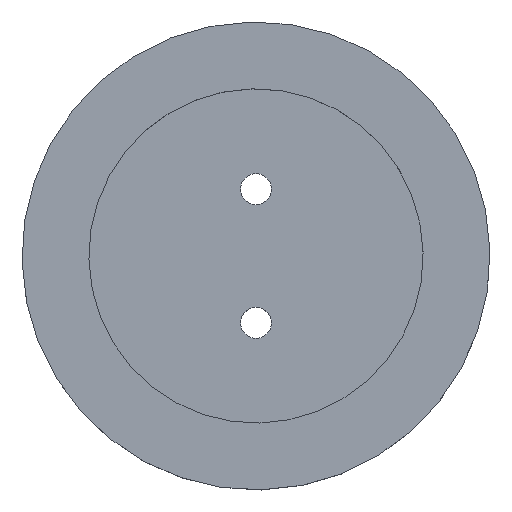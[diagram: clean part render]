
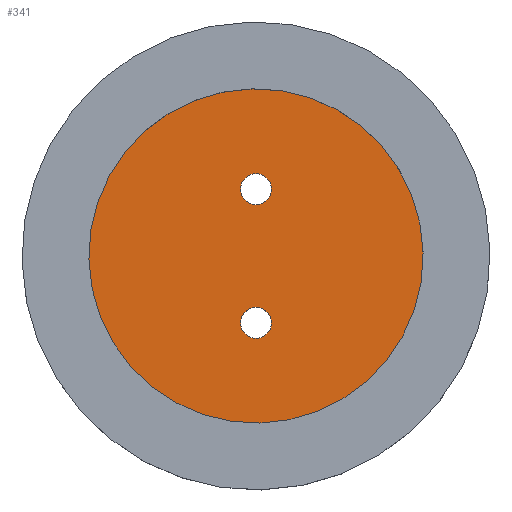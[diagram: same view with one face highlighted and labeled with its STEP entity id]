
A CAD part, top view. The second image highlights one B-rep face of the part: STEP entity #341.
In plain terms, the highlighted planar face has unit normal (0, 0, 1).
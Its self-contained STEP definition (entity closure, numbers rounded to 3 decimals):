
#215=CARTESIAN_POINT('Vertex',(7.611,13.932,3.175)) ;
#218=CARTESIAN_POINT('Axis2P3D Location',(0.,0.,3.175)) ;
#222=CARTESIAN_POINT('Vertex',(-7.611,-13.932,3.175)) ;
#242=CARTESIAN_POINT('Axis2P3D Location',(0.,0.,3.175)) ;
#296=CARTESIAN_POINT('Axis2P3D Location',(0.,15.875,3.175)) ;
#305=CARTESIAN_POINT('Axis2P3D Location',(0.,-6.35,3.175)) ;
#309=CARTESIAN_POINT('Vertex',(-1.473,-6.35,3.175)) ;
#311=CARTESIAN_POINT('Vertex',(1.473,-6.35,3.175)) ;
#314=CARTESIAN_POINT('Axis2P3D Location',(0.,-6.35,3.175)) ;
#323=CARTESIAN_POINT('Axis2P3D Location',(0.,6.35,3.175)) ;
#327=CARTESIAN_POINT('Vertex',(-1.473,6.35,3.175)) ;
#329=CARTESIAN_POINT('Vertex',(1.473,6.35,3.175)) ;
#332=CARTESIAN_POINT('Axis2P3D Location',(0.,6.35,3.175)) ;
#219=DIRECTION('Axis2P3D Direction',(0.,0.,-1.)) ;
#243=DIRECTION('Axis2P3D Direction',(0.,0.,-1.)) ;
#297=DIRECTION('Axis2P3D Direction',(0.,0.,-1.)) ;
#298=DIRECTION('Axis2P3D XDirection',(1.,0.,0.)) ;
#306=DIRECTION('Axis2P3D Direction',(0.,0.,-1.)) ;
#315=DIRECTION('Axis2P3D Direction',(0.,0.,-1.)) ;
#324=DIRECTION('Axis2P3D Direction',(0.,0.,-1.)) ;
#333=DIRECTION('Axis2P3D Direction',(0.,0.,-1.)) ;
#220=AXIS2_PLACEMENT_3D('Circle Axis2P3D',#218,#219,$) ;
#244=AXIS2_PLACEMENT_3D('Circle Axis2P3D',#242,#243,$) ;
#299=AXIS2_PLACEMENT_3D('Plane Axis2P3D',#296,#297,#298) ;
#307=AXIS2_PLACEMENT_3D('Circle Axis2P3D',#305,#306,$) ;
#316=AXIS2_PLACEMENT_3D('Circle Axis2P3D',#314,#315,$) ;
#325=AXIS2_PLACEMENT_3D('Circle Axis2P3D',#323,#324,$) ;
#334=AXIS2_PLACEMENT_3D('Circle Axis2P3D',#332,#333,$) ;
#221=CIRCLE('generated circle',#220,15.875) ;
#245=CIRCLE('generated circle',#244,15.875) ;
#308=CIRCLE('generated circle',#307,1.473) ;
#317=CIRCLE('generated circle',#316,1.473) ;
#326=CIRCLE('generated circle',#325,1.473) ;
#335=CIRCLE('generated circle',#334,1.473) ;
#300=PLANE('',#299) ;
#322=FACE_BOUND('',#319,.T.) ;
#340=FACE_BOUND('',#337,.T.) ;
#224=EDGE_CURVE('',#216,#223,#221,.T.) ;
#246=EDGE_CURVE('',#223,#216,#245,.T.) ;
#313=EDGE_CURVE('',#310,#312,#308,.T.) ;
#318=EDGE_CURVE('',#312,#310,#317,.T.) ;
#331=EDGE_CURVE('',#328,#330,#326,.T.) ;
#336=EDGE_CURVE('',#330,#328,#335,.T.) ;
#302=ORIENTED_EDGE('',*,*,#224,.F.) ;
#303=ORIENTED_EDGE('',*,*,#246,.F.) ;
#320=ORIENTED_EDGE('',*,*,#313,.T.) ;
#321=ORIENTED_EDGE('',*,*,#318,.T.) ;
#338=ORIENTED_EDGE('',*,*,#331,.T.) ;
#339=ORIENTED_EDGE('',*,*,#336,.T.) ;
#301=EDGE_LOOP('',(#302,#303)) ;
#319=EDGE_LOOP('',(#320,#321)) ;
#337=EDGE_LOOP('',(#338,#339)) ;
#216=VERTEX_POINT('',#215) ;
#223=VERTEX_POINT('',#222) ;
#310=VERTEX_POINT('',#309) ;
#312=VERTEX_POINT('',#311) ;
#328=VERTEX_POINT('',#327) ;
#330=VERTEX_POINT('',#329) ;
#341=ADVANCED_FACE('PartBody',(#304,#322,#340),#300,.F.) ;
#304=FACE_OUTER_BOUND('',#301,.T.) ;
